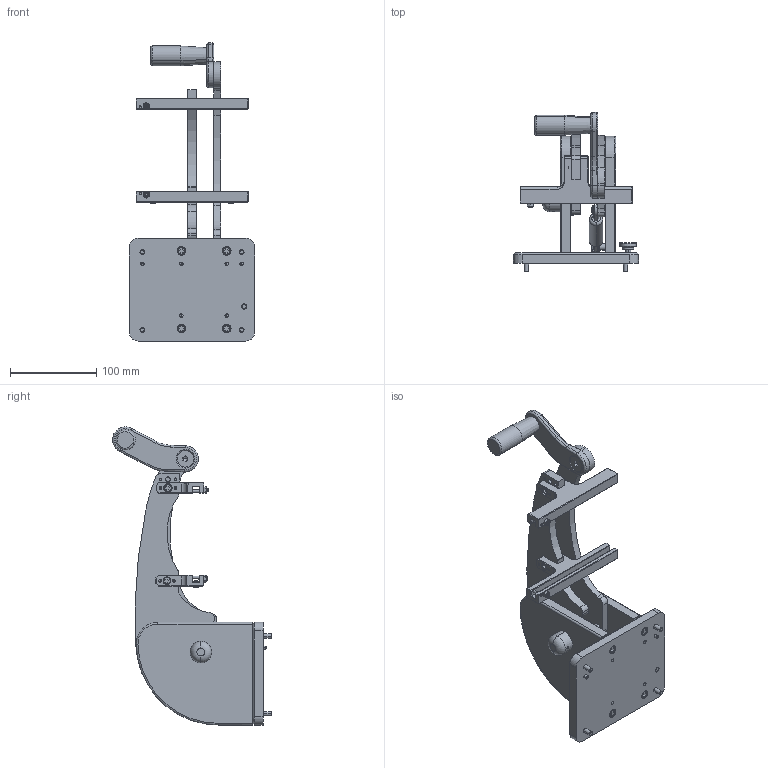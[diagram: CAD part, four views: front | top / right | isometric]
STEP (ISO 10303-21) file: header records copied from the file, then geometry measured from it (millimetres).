
FILE_DESCRIPTION (( 'STEP AP214' ), '1' );
FILE_NAME ('41570~10.STEP', '2018-01-09T10:36:58', ( '' ), ( '' ), 'SwSTEP 2.0', 'SolidWorks 2016', '' );
FILE_SCHEMA (( 'AUTOMOTIVE_DESIGN' ));
Length unit declared in the file: millimetre
Products named in the file (33): DIN912~n_M05,0x016; 41859~3_KUNDE<S>; 46227~0; 36027~3_S; 41569~2; 48565~1_S; DIN912~n_M06,0x016; DIN934~n_M04,0; 51861~0_flex 86,5 bis 106,5 <S>; 17281~0_S; 41854~0_S; 52472~0_KUNDE<S>; K_36518~0; K_36517~0_Standard ohne Dyn Punkt<Standard>; 41858~0_S; 40769~0; 52469~0_KUNDE<S>; 2669~0; 2679~0_4 m6 x 16; 2833~0_d 5; DIN912~n_M05,0x020; DIN125~n_06,4 M06,0 Fase; 41853~0; 41848~0_S; 1720~0; 42065~0; 49317~0; 2670~0; 41570~10; 2351~0; 4824~0; 41855~1_S; 52471~0_KUNDE<S>
Assembly tree (53 placements, depth 3):
  41570~10
    41569~2
    52472~0_KUNDE<S>
    52471~0_KUNDE<S>
    41859~3_KUNDE<S>
    52469~0_KUNDE<S>
    41854~0_S
    41855~1_S
    41858~0_S
    2351~0
    41848~0_S
    41853~0
    4824~0
    48565~1_S
    36027~3_S
    49317~0
    1720~0
    51861~0_flex 86,5 bis 106,5 <S>
      K_36517~0_Standard ohne Dyn Punkt<Standard>
      K_36518~0
    42065~0  x2
    DIN912~n_M06,0x016
    DIN912~n_M05,0x016  x8
    DIN912~n_M05,0x020  x2
    40769~0
    2679~0_4 m6 x 16  x6
    2669~0  x2
    2670~0  x4
    DIN934~n_M04,0  x2
    DIN125~n_06,4 M06,0 Fase  x2
    2833~0_d 5
    46227~0
    17281~0_S  x2
Bounding box: 145 x 184.17 x 345.31 mm (x, y, z)
Volume: 888140.8 mm3; surface area: 240055.7 mm2
Topology: 52 solids, 52 shells, 1177 faces, 2760 edges, 1735 vertices
Faces by surface type: plane 521, cylinder 413, cone 152, torus 39, sphere 38, bspline 14
Entity records: 28660 total; most frequent: CARTESIAN_POINT 4982, DIRECTION 4894, ORIENTED_EDGE 4314, EDGE_CURVE 2157, AXIS2_PLACEMENT_3D 1860, VERTEX_POINT 1362, VECTOR 1174, LINE 1174
